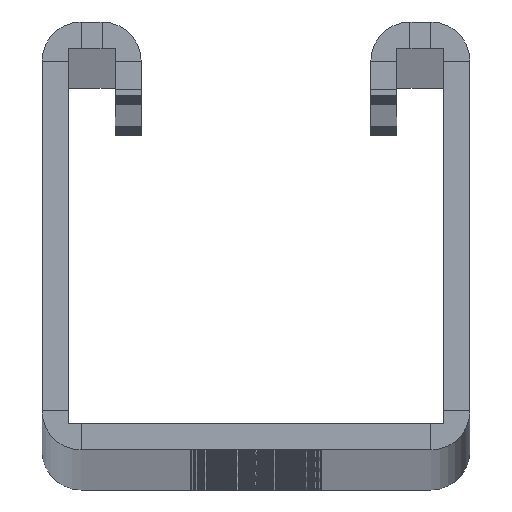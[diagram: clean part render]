
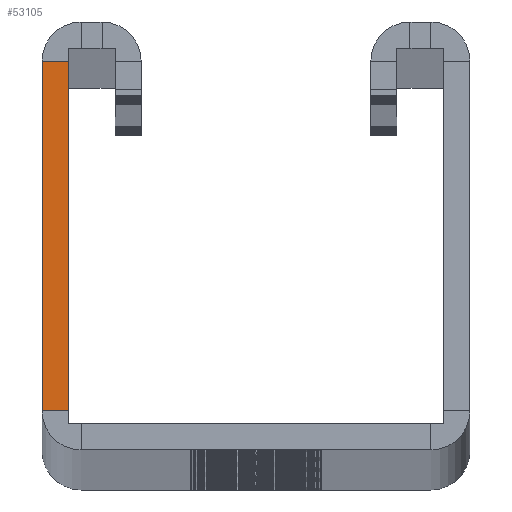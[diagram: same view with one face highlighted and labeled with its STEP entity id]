
A CAD part, top view. The second image highlights one B-rep face of the part: STEP entity #53105.
In plain terms, the highlighted planar face has unit normal (0, 0, 1).
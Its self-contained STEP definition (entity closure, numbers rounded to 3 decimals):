
#403 = LINE ( 'NONE', #8717, #56507 ) ;
#2413 = PLANE ( 'NONE',  #34956 ) ;
#3290 = DIRECTION ( 'NONE',  ( -1., 0., 0. ) ) ;
#4438 = EDGE_CURVE ( 'NONE', #17595, #21149, #72336, .T. ) ;
#4718 = CARTESIAN_POINT ( 'NONE',  ( -18., 0., 0. ) ) ;
#8103 = DIRECTION ( 'NONE',  ( 1., 0., 0. ) ) ;
#8565 = LINE ( 'NONE', #4718, #48012 ) ;
#8717 = CARTESIAN_POINT ( 'NONE',  ( -18., 37.25, 0. ) ) ;
#10161 = CARTESIAN_POINT ( 'NONE',  ( -18., 37.25, 0. ) ) ;
#11096 = VERTEX_POINT ( 'NONE', #10161 ) ;
#15115 = FACE_OUTER_BOUND ( 'NONE', #43914, .T. ) ;
#16349 = ORIENTED_EDGE ( 'NONE', *, *, #30319, .T. ) ;
#17595 = VERTEX_POINT ( 'NONE', #59266 ) ;
#17814 = VECTOR ( 'NONE', #64071, 1000. ) ;
#21149 = VERTEX_POINT ( 'NONE', #44559 ) ;
#22463 = VECTOR ( 'NONE', #64889, 1000. ) ;
#27199 = EDGE_CURVE ( 'NONE', #43493, #11096, #8565, .T. ) ;
#29398 = ORIENTED_EDGE ( 'NONE', *, *, #66120, .T. ) ;
#30319 = EDGE_CURVE ( 'NONE', #17595, #43493, #62451, .T. ) ;
#34956 = AXIS2_PLACEMENT_3D ( 'NONE', #52455, #69258, #8103 ) ;
#35415 = ORIENTED_EDGE ( 'NONE', *, *, #4438, .F. ) ;
#36392 = ORIENTED_EDGE ( 'NONE', *, *, #27199, .T. ) ;
#41570 = CARTESIAN_POINT ( 'NONE',  ( -18., 3.75, 0. ) ) ;
#42370 = CARTESIAN_POINT ( 'NONE',  ( -20.5, 3.75, 0. ) ) ;
#43493 = VERTEX_POINT ( 'NONE', #41570 ) ;
#43914 = EDGE_LOOP ( 'NONE', ( #35415, #16349, #36392, #29398 ) ) ;
#44444 = DIRECTION ( 'NONE',  ( 0., 1., 0. ) ) ;
#44559 = CARTESIAN_POINT ( 'NONE',  ( -20.5, 37.25, 0. ) ) ;
#48012 = VECTOR ( 'NONE', #44444, 1000. ) ;
#52455 = CARTESIAN_POINT ( 'NONE',  ( -16.75, 2.5, 0. ) ) ;
#52735 = CARTESIAN_POINT ( 'NONE',  ( -20.5, 0., 0. ) ) ;
#53105 = ADVANCED_FACE ( 'NONE', ( #15115 ), #2413, .T. ) ;
#56507 = VECTOR ( 'NONE', #3290, 1000. ) ;
#59266 = CARTESIAN_POINT ( 'NONE',  ( -20.5, 3.75, 0. ) ) ;
#62451 = LINE ( 'NONE', #42370, #17814 ) ;
#64071 = DIRECTION ( 'NONE',  ( 1., 0., 0. ) ) ;
#64889 = DIRECTION ( 'NONE',  ( 0., 1., 0. ) ) ;
#66120 = EDGE_CURVE ( 'NONE', #11096, #21149, #403, .T. ) ;
#69258 = DIRECTION ( 'NONE',  ( 0., 0., 1. ) ) ;
#72336 = LINE ( 'NONE', #52735, #22463 ) ;
